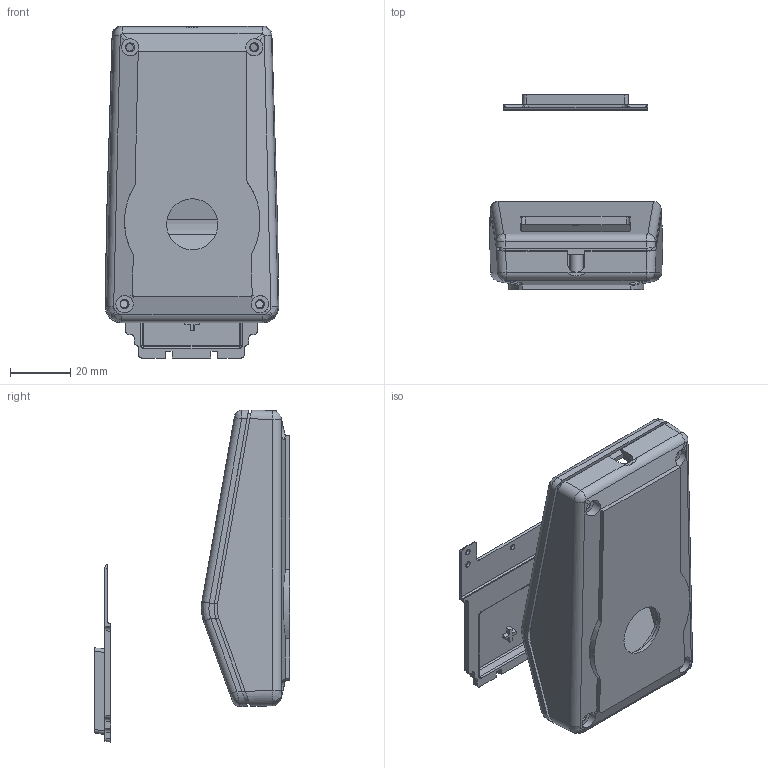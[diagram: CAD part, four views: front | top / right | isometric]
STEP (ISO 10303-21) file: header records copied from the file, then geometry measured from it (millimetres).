
FILE_DESCRIPTION(('HOOPS Exchange Step'),'2;1');
FILE_NAME('temp_export','2025-06-09T18:53:27-04:00',('mcbeav'),('Shapr3D Limited'),'HOOPS Exchange 2024.8','Shapr3D','Authorized');
FILE_SCHEMA( ('AP242_MANAGED_MODEL_BASED_3D_ENGINEERING_MIM_LF {1 0 10303 442 1 1 4}') );
Length unit declared in the file: millimetre
Products named in the file (1): root
Bounding box: 57.57 x 65.06 x 110.28 mm (x, y, z)
Volume: 41285.4 mm3; surface area: 38479.8 mm2
Topology: 3 solids, 3 shells, 448 faces, 1172 edges, 752 vertices
Faces by surface type: plane 198, bspline 121, cylinder 113, sphere 12, torus 4
Full cylindrical faces by diameter (mm): 2.5 x4, 2.6 x2, 3 x4, 4.3 x1, 4.8 x1, 5.14 x4, 5.25 x4, 5.75 x4, 17 x1, 21.4 x1, 24.16 x1
Entity records: 27602 total; most frequent: CARTESIAN_POINT 17656, ORIENTED_EDGE 2336, DIRECTION 1641, EDGE_CURVE 1168, VERTEX_POINT 752, VECTOR 623, LINE 623, AXIS2_PLACEMENT_3D 509
